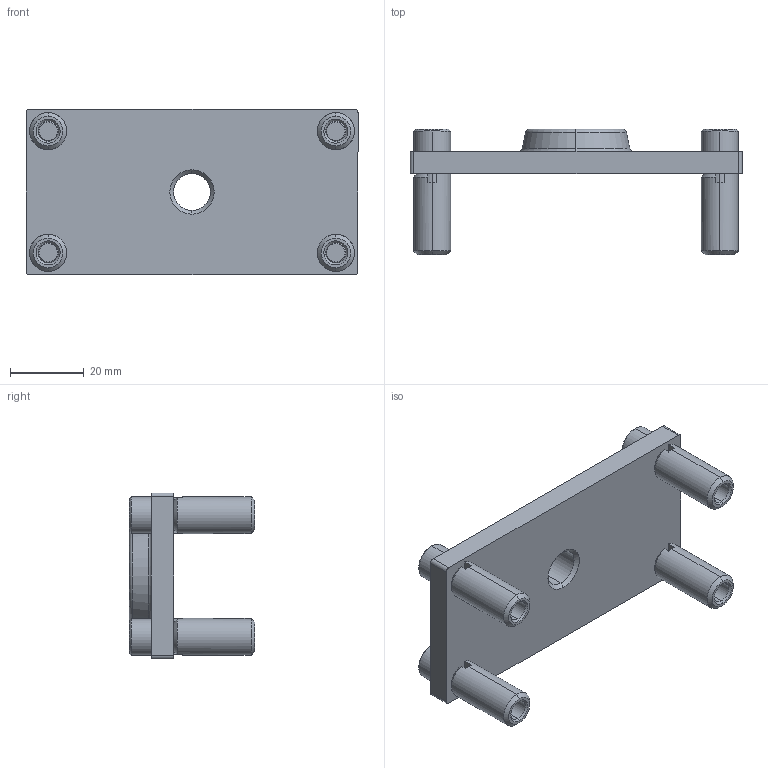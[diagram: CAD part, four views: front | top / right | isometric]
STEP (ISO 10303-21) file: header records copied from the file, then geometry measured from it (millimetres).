
FILE_DESCRIPTION (( 'STEP AP214' ), '1' );
FILE_NAME ('SNSD.30.50.68. Àäàïòåð 45õ90 (Àëþìèíèé)äëÿ êðåïëåíèÿ îïîðû Ì12(H15).STEP', '2015-12-02T13:22:18', ( '' ), ( '' ), 'SwSTEP 2.0', 'SolidWorks 2014', '' );
FILE_SCHEMA (( 'AUTOMOTIVE_DESIGN' ));
Length unit declared in the file: millimetre
Products named in the file (13): SNSD.30.50.60. 砑僔蠂縺(H10)H15; SNSD.30.50.68. Àäàïòåð 45õ90 (Àëþìèíèé)äëÿ êðåïëåíèÿ îïîðû Ì12(H15); SNSD.30.50.60. 鍔錓(B14)H10H15_00; SNSD.30.XX.XX. Âòóëêà ðåçüáîâàÿ Ì10 - Ì6(XXX)_00; SNSD.30.50.60. 砑僔蠂縺(H10)H15_00; SNSD.30.50.60. 鍔錓(B14)H10H15; SNSD.30.XX.XX. Âòóëêà ðåçüáîâàÿ Ì10 - Ì6(XXX)
Assembly tree (9 placements, depth 2):
  SNSD.30.50.60. 砑僔蠂縺(H10)H15
  SNSD.30.50.68. Àäàïòåð 45õ90 (Àëþìèíèé)äëÿ êðåïëåíèÿ îïîðû Ì12(H15)
    SNSD.30.50.60. 砑僔蠂縺(H10)H15_00
    SNSD.30.XX.XX. Âòóëêà ðåçüáîâàÿ Ì10 - Ì6(XXX)_00  x4
    SNSD.30.50.60. 鍔錓(B14)H10H15_00  x4
  SNSD.30.50.60. 鍔錓(B14)H10H15
  SNSD.30.XX.XX. Âòóëêà ðåçüáîâàÿ Ì10 - Ì6(XXX)
  SNSD.30.50.60. 鍔錓(B14)H10H15
Bounding box: 90 x 34 x 45 mm (x, y, z)
Volume: 34760.9 mm3; surface area: 18184.3 mm2
Topology: 9 solids, 9 shells, 191 faces, 456 edges, 288 vertices
Faces by surface type: plane 83, cone 50, cylinder 46, torus 12
Entity records: 2507 total; most frequent: DIRECTION 416, CARTESIAN_POINT 381, ORIENTED_EDGE 342, EDGE_CURVE 171, AXIS2_PLACEMENT_3D 167, VERTEX_POINT 108, EDGE_LOOP 85, CIRCLE 83
